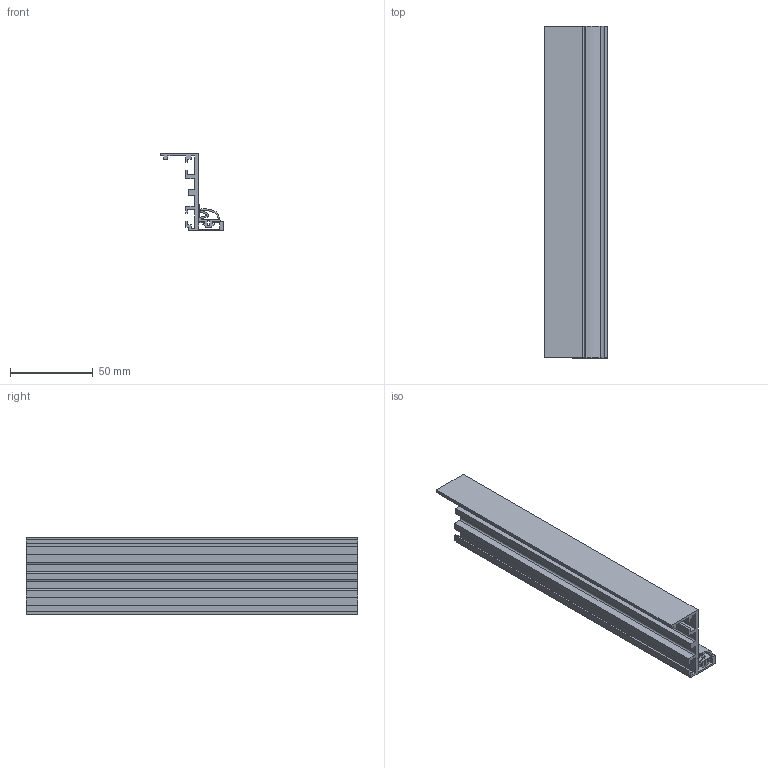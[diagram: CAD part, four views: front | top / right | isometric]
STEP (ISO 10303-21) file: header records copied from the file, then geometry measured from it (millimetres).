
FILE_DESCRIPTION (( 'STEP AP203' ), '1' );
FILE_NAME ('GS-AL_ZZ-6000-N-E.STEP', '2019-04-10T11:47:33', ( '' ), ( '' ), 'SwSTEP 2.0', 'SolidWorks 2018', '' );
FILE_SCHEMA (( 'CONFIG_CONTROL_DESIGN' ));
Length unit declared in the file: millimetre
Products named in the file (3): GS-AL_ZZ-6000-N-E.P2; GS-AL_ZZ-6000-N-E.P1; GS-AL_ZZ-6000-N-E
Assembly tree (2 placements, depth 2):
  GS-AL_ZZ-6000-N-E
    GS-AL_ZZ-6000-N-E.P1
    GS-AL_ZZ-6000-N-E.P2
Bounding box: 38 x 200 x 47 mm (x, y, z)
Volume: 61992.2 mm3; surface area: 75654.4 mm2
Topology: 2 solids, 2 shells, 111 faces, 321 edges, 214 vertices
Faces by surface type: plane 75, cylinder 36
Entity records: 3960 total; most frequent: CARTESIAN_POINT 651, ORIENTED_EDGE 642, DIRECTION 625, EDGE_CURVE 321, VECTOR 249, LINE 249, VERTEX_POINT 214, AXIS2_PLACEMENT_3D 188
